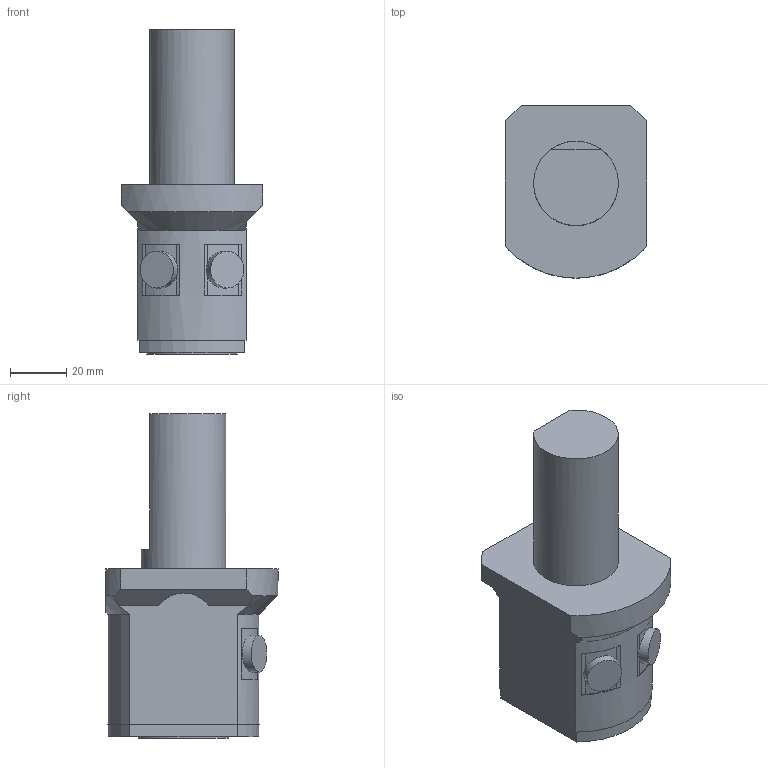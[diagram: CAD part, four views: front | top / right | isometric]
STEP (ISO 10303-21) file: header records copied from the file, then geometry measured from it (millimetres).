
FILE_DESCRIPTION(/* description */ (''),/* implementation_level */ '2;1');
FILE_NAME(/* name */ 'C3-RC2030-00060M.stp',/* time_stamp */ '2017-10-23T16:42:17+05:00',/* author */ (''),/* organization */ (''),/* preprocessor_version */ 'ST-DEVELOPER v16',/* originating_system */ 'SIEMENS PLM Software NX 11.0',/* authorisation */ '');
FILE_SCHEMA (('AUTOMOTIVE_DESIGN { 1 0 10303 214 3 1 1 1 }'));
Length unit declared in the file: millimetre
Products named in the file (1): C3-RC2030-00060M
Bounding box: 50 x 61 x 115 mm (x, y, z)
Volume: 153546 mm3; surface area: 23363.1 mm2
Topology: 2 solids, 2 shells, 53 faces, 132 edges, 88 vertices
Faces by surface type: plane 28, cylinder 17, cone 8
Full cylindrical faces by diameter (mm): 13 x2, 29.994 x1, 32 x1
Entity records: 1660 total; most frequent: CARTESIAN_POINT 336, DIRECTION 279, ORIENTED_EDGE 250, EDGE_CURVE 125, AXIS2_PLACEMENT_3D 110, VERTEX_POINT 85, EDGE_LOOP 62, LINE 59
